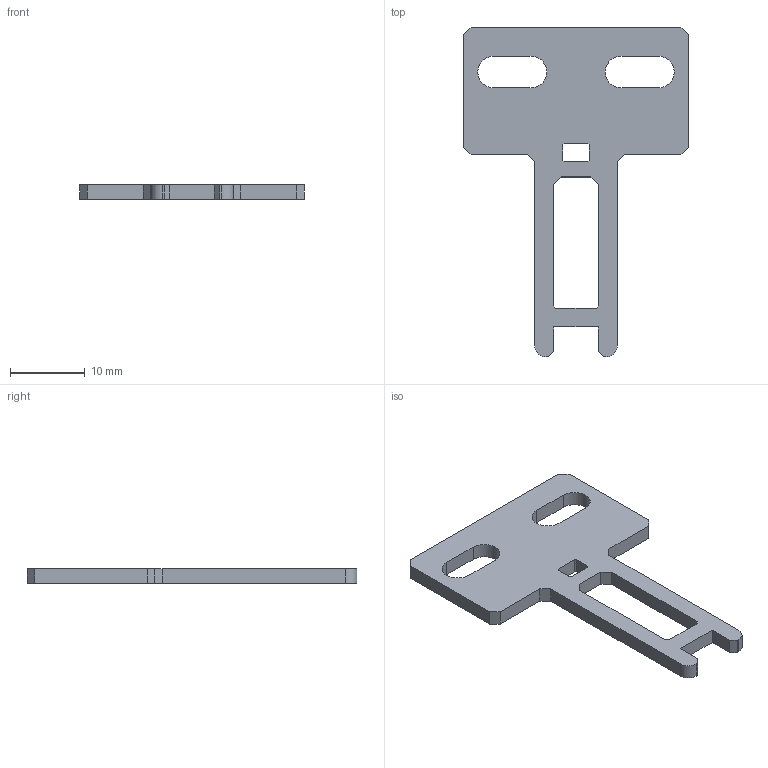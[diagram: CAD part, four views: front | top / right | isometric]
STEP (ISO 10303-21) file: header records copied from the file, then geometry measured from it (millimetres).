
FILE_DESCRIPTION((''),'2;1');
FILE_NAME('3d_KXN3.stp','2012-10-03T07:34:56',(''),(''),'Mechanical Desktop 2011','Mechanical Desktop 2011',', , ');
FILE_SCHEMA(('CONFIG_CONTROL_DESIGN'));
Length unit declared in the file: millimetre
Products named in the file (1): Product
Bounding box: 30 x 44 x 2 mm (x, y, z)
Volume: 1196.5 mm3; surface area: 1704 mm2
Topology: 1 solids, 1 shells, 48 faces, 138 edges, 92 vertices
Faces by surface type: plane 42, cylinder 6
Entity records: 1665 total; most frequent: CARTESIAN_POINT 279, ORIENTED_EDGE 276, DIRECTION 248, EDGE_CURVE 138, VECTOR 126, LINE 126, VERTEX_POINT 92, AXIS2_PLACEMENT_3D 61
